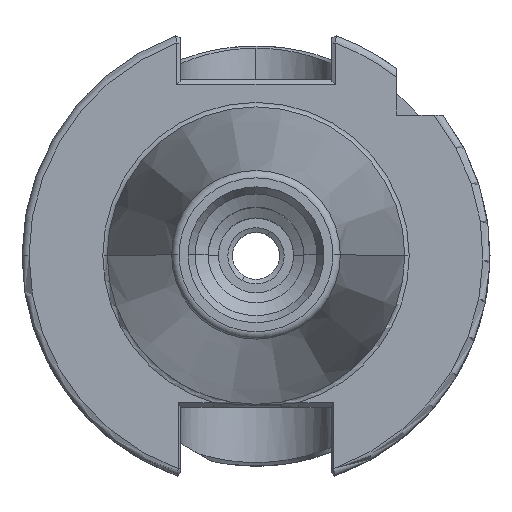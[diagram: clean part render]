
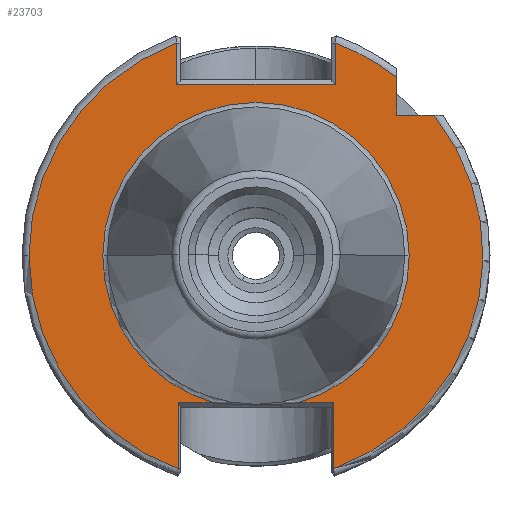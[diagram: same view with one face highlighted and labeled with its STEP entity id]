
A CAD part, top view. The second image highlights one B-rep face of the part: STEP entity #23703.
In plain terms, the highlighted planar face has unit normal (0, 0, 1).
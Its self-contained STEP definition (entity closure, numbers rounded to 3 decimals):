
#169 = EDGE_CURVE ( 'NONE', #12471, #16078, #19652, .T. ) ;
#184 = VERTEX_POINT ( 'NONE', #11266 ) ;
#623 = VECTOR ( 'NONE', #19136, 1000. ) ;
#631 = CARTESIAN_POINT ( 'NONE',  ( 0., 0., -3.2 ) ) ;
#704 = CARTESIAN_POINT ( 'NONE',  ( -8.095, 18.3, -3.2 ) ) ;
#920 = DIRECTION ( 'NONE',  ( -1., 0., 0. ) ) ;
#950 = ORIENTED_EDGE ( 'NONE', *, *, #24369, .T. ) ;
#1152 = CARTESIAN_POINT ( 'NONE',  ( -2.21, -15.7, -3.2 ) ) ;
#1493 = CARTESIAN_POINT ( 'NONE',  ( 15., 15., -3.2 ) ) ;
#1497 = AXIS2_PLACEMENT_3D ( 'NONE', #7671, #21012, #9601 ) ;
#1500 = DIRECTION ( 'NONE',  ( -1., 0., 0. ) ) ;
#2212 = CIRCLE ( 'NONE', #10167, 24.225 ) ;
#2558 = DIRECTION ( 'NONE',  ( -1., 0., 0. ) ) ;
#2570 = EDGE_CURVE ( 'NONE', #16078, #20898, #7966, .T. ) ;
#3047 = LINE ( 'NONE', #18297, #18333 ) ;
#3306 = CARTESIAN_POINT ( 'NONE',  ( 8.288, -15.7, -3.2 ) ) ;
#3761 = CARTESIAN_POINT ( 'NONE',  ( 8.478, 18.3, -3.2 ) ) ;
#3836 = DIRECTION ( 'NONE',  ( 0., -1., 0. ) ) ;
#3920 = CARTESIAN_POINT ( 'NONE',  ( 8.288, 24.975, -3.2 ) ) ;
#3957 = VECTOR ( 'NONE', #3836, 1000. ) ;
#4059 = ORIENTED_EDGE ( 'NONE', *, *, #23325, .T. ) ;
#4253 = ORIENTED_EDGE ( 'NONE', *, *, #169, .T. ) ;
#4466 = VECTOR ( 'NONE', #23065, 1000. ) ;
#4498 = CARTESIAN_POINT ( 'NONE',  ( 8.05, -15.7, -3.2 ) ) ;
#4678 = VECTOR ( 'NONE', #8171, 1000. ) ;
#5427 = VECTOR ( 'NONE', #18375, 1000. ) ;
#5830 = VECTOR ( 'NONE', #23495, 1000. ) ;
#6193 = CARTESIAN_POINT ( 'NONE',  ( 4.564, -15.7, -3.2 ) ) ;
#6490 = DIRECTION ( 'NONE',  ( -1., 0., 0. ) ) ;
#6496 = VERTEX_POINT ( 'NONE', #3761 ) ;
#6619 = ORIENTED_EDGE ( 'NONE', *, *, #8545, .T. ) ;
#6936 = DIRECTION ( 'NONE',  ( 0., 1., 0. ) ) ;
#7284 = EDGE_CURVE ( 'NONE', #11566, #9440, #14159, .T. ) ;
#7324 = AXIS2_PLACEMENT_3D ( 'NONE', #11977, #11828, #12979 ) ;
#7671 = CARTESIAN_POINT ( 'NONE',  ( 0., 24.975, -3.2 ) ) ;
#7761 = EDGE_CURVE ( 'NONE', #23107, #6496, #15927, .T. ) ;
#7956 = VERTEX_POINT ( 'NONE', #23309 ) ;
#7966 = CIRCLE ( 'NONE', #7324, 24.225 ) ;
#8003 = ORIENTED_EDGE ( 'NONE', *, *, #2570, .T. ) ;
#8171 = DIRECTION ( 'NONE',  ( 0., -1., 0. ) ) ;
#8172 = DIRECTION ( 'NONE',  ( 0., 0., -1. ) ) ;
#8312 = AXIS2_PLACEMENT_3D ( 'NONE', #24330, #13001, #1500 ) ;
#8545 = EDGE_CURVE ( 'NONE', #16229, #20291, #9518, .T. ) ;
#8611 = EDGE_CURVE ( 'NONE', #184, #21273, #14918, .T. ) ;
#8795 = DIRECTION ( 'NONE',  ( 0., 0., 1. ) ) ;
#8963 = VERTEX_POINT ( 'NONE', #16717 ) ;
#9294 = CIRCLE ( 'NONE', #12620, 16.35 ) ;
#9400 = ORIENTED_EDGE ( 'NONE', *, *, #17606, .T. ) ;
#9440 = VERTEX_POINT ( 'NONE', #10095 ) ;
#9518 = CIRCLE ( 'NONE', #8312, 16.35 ) ;
#9599 = LINE ( 'NONE', #9766, #4466 ) ;
#9601 = DIRECTION ( 'NONE',  ( -1., 0., 0. ) ) ;
#9766 = CARTESIAN_POINT ( 'NONE',  ( 15., 15., -3.2 ) ) ;
#10038 = VERTEX_POINT ( 'NONE', #6193 ) ;
#10095 = CARTESIAN_POINT ( 'NONE',  ( 8.288, -22.763, -3.2 ) ) ;
#10167 = AXIS2_PLACEMENT_3D ( 'NONE', #631, #14059, #2558 ) ;
#10821 = DIRECTION ( 'NONE',  ( 0., 0., 1. ) ) ;
#10939 = LINE ( 'NONE', #4498, #5830 ) ;
#10980 = CARTESIAN_POINT ( 'NONE',  ( -8.478, 22.832, -3.2 ) ) ;
#11119 = CARTESIAN_POINT ( 'NONE',  ( -8.288, -15.7, -3.2 ) ) ;
#11224 = EDGE_CURVE ( 'NONE', #20898, #7956, #2212, .T. ) ;
#11266 = CARTESIAN_POINT ( 'NONE',  ( 15., 19.022, -3.2 ) ) ;
#11330 = CARTESIAN_POINT ( 'NONE',  ( -16.35, 0., -3.2 ) ) ;
#11566 = VERTEX_POINT ( 'NONE', #3306 ) ;
#11828 = DIRECTION ( 'NONE',  ( 0., 0., 1. ) ) ;
#11977 = CARTESIAN_POINT ( 'NONE',  ( 0., 0., -3.2 ) ) ;
#12406 = DIRECTION ( 'NONE',  ( 0., 0., -1. ) ) ;
#12471 = VERTEX_POINT ( 'NONE', #20613 ) ;
#12620 = AXIS2_PLACEMENT_3D ( 'NONE', #19613, #8172, #21520 ) ;
#12979 = DIRECTION ( 'NONE',  ( -1., 0., 0. ) ) ;
#13001 = DIRECTION ( 'NONE',  ( 0., 0., -1. ) ) ;
#13311 = ORIENTED_EDGE ( 'NONE', *, *, #22197, .T. ) ;
#13347 = CARTESIAN_POINT ( 'NONE',  ( -24.225, 0., -3.2 ) ) ;
#13447 = LINE ( 'NONE', #704, #22911 ) ;
#13999 = VECTOR ( 'NONE', #6936, 1000. ) ;
#14059 = DIRECTION ( 'NONE',  ( 0., 0., 1. ) ) ;
#14104 = EDGE_CURVE ( 'NONE', #6496, #12471, #13447, .T. ) ;
#14159 = LINE ( 'NONE', #3920, #3957 ) ;
#14918 = LINE ( 'NONE', #19694, #4678 ) ;
#15049 = ORIENTED_EDGE ( 'NONE', *, *, #7284, .T. ) ;
#15087 = ORIENTED_EDGE ( 'NONE', *, *, #8611, .F. ) ;
#15095 = EDGE_CURVE ( 'NONE', #20291, #10038, #24716, .T. ) ;
#15626 = LINE ( 'NONE', #1152, #5427 ) ;
#15664 = ORIENTED_EDGE ( 'NONE', *, *, #14104, .T. ) ;
#15927 = LINE ( 'NONE', #17228, #623 ) ;
#16078 = VERTEX_POINT ( 'NONE', #18413 ) ;
#16229 = VERTEX_POINT ( 'NONE', #11330 ) ;
#16717 = CARTESIAN_POINT ( 'NONE',  ( -4.564, -15.7, -3.2 ) ) ;
#16846 = VERTEX_POINT ( 'NONE', #11119 ) ;
#16948 = VERTEX_POINT ( 'NONE', #20849 ) ;
#17179 = AXIS2_PLACEMENT_3D ( 'NONE', #20226, #8795, #22128 ) ;
#17228 = CARTESIAN_POINT ( 'NONE',  ( 8.478, 18.8, -3.2 ) ) ;
#17283 = CARTESIAN_POINT ( 'NONE',  ( 16.35, 0., -3.2 ) ) ;
#17576 = AXIS2_PLACEMENT_3D ( 'NONE', #23747, #12406, #920 ) ;
#17606 = EDGE_CURVE ( 'NONE', #7956, #16846, #3047, .T. ) ;
#18067 = ORIENTED_EDGE ( 'NONE', *, *, #22525, .F. ) ;
#18297 = CARTESIAN_POINT ( 'NONE',  ( -8.288, 24.975, -3.2 ) ) ;
#18333 = VECTOR ( 'NONE', #24075, 1000. ) ;
#18375 = DIRECTION ( 'NONE',  ( 1., 0., 0. ) ) ;
#18413 = CARTESIAN_POINT ( 'NONE',  ( -8.478, 22.693, -3.2 ) ) ;
#19136 = DIRECTION ( 'NONE',  ( 0., -1., 0. ) ) ;
#19235 = ORIENTED_EDGE ( 'NONE', *, *, #20522, .T. ) ;
#19613 = CARTESIAN_POINT ( 'NONE',  ( 0., 0., -3.2 ) ) ;
#19616 = CIRCLE ( 'NONE', #22276, 24.225 ) ;
#19652 = LINE ( 'NONE', #10980, #13999 ) ;
#19694 = CARTESIAN_POINT ( 'NONE',  ( 15., 25.813, -3.2 ) ) ;
#20226 = CARTESIAN_POINT ( 'NONE',  ( 0., 0., -3.2 ) ) ;
#20291 = VERTEX_POINT ( 'NONE', #17283 ) ;
#20522 = EDGE_CURVE ( 'NONE', #184, #23107, #22094, .T. ) ;
#20613 = CARTESIAN_POINT ( 'NONE',  ( -8.478, 18.3, -3.2 ) ) ;
#20849 = CARTESIAN_POINT ( 'NONE',  ( 19.022, 15., -3.2 ) ) ;
#20861 = FACE_OUTER_BOUND ( 'NONE', #23114, .T. ) ;
#20898 = VERTEX_POINT ( 'NONE', #13347 ) ;
#20926 = PLANE ( 'NONE',  #1497 ) ;
#21012 = DIRECTION ( 'NONE',  ( 0., 0., -1. ) ) ;
#21206 = ORIENTED_EDGE ( 'NONE', *, *, #11224, .T. ) ;
#21260 = ORIENTED_EDGE ( 'NONE', *, *, #15095, .T. ) ;
#21273 = VERTEX_POINT ( 'NONE', #1493 ) ;
#21520 = DIRECTION ( 'NONE',  ( -1., 0., 0. ) ) ;
#22094 = CIRCLE ( 'NONE', #17179, 24.225 ) ;
#22128 = DIRECTION ( 'NONE',  ( -1., 0., 0. ) ) ;
#22197 = EDGE_CURVE ( 'NONE', #16846, #8963, #15626, .T. ) ;
#22204 = CARTESIAN_POINT ( 'NONE',  ( 0., 0., -3.2 ) ) ;
#22276 = AXIS2_PLACEMENT_3D ( 'NONE', #22204, #10821, #24098 ) ;
#22418 = CARTESIAN_POINT ( 'NONE',  ( 8.478, 22.693, -3.2 ) ) ;
#22467 = ORIENTED_EDGE ( 'NONE', *, *, #7761, .T. ) ;
#22525 = EDGE_CURVE ( 'NONE', #21273, #16948, #9599, .T. ) ;
#22911 = VECTOR ( 'NONE', #6490, 1000. ) ;
#23065 = DIRECTION ( 'NONE',  ( 1., 0., 0. ) ) ;
#23107 = VERTEX_POINT ( 'NONE', #22418 ) ;
#23114 = EDGE_LOOP ( 'NONE', ( #4059, #6619, #21260, #950, #15049, #24491, #18067, #15087, #19235, #22467, #15664, #4253, #8003, #21206, #9400, #13311 ) ) ;
#23309 = CARTESIAN_POINT ( 'NONE',  ( -8.288, -22.763, -3.2 ) ) ;
#23325 = EDGE_CURVE ( 'NONE', #8963, #16229, #9294, .T. ) ;
#23495 = DIRECTION ( 'NONE',  ( 1., 0., 0. ) ) ;
#23703 = ADVANCED_FACE ( 'NONE', ( #20861 ), #20926, .F. ) ;
#23747 = CARTESIAN_POINT ( 'NONE',  ( 0., 0., -3.2 ) ) ;
#24065 = EDGE_CURVE ( 'NONE', #9440, #16948, #19616, .T. ) ;
#24075 = DIRECTION ( 'NONE',  ( 0., 1., 0. ) ) ;
#24098 = DIRECTION ( 'NONE',  ( -1., 0., 0. ) ) ;
#24330 = CARTESIAN_POINT ( 'NONE',  ( 0., 0., -3.2 ) ) ;
#24369 = EDGE_CURVE ( 'NONE', #10038, #11566, #10939, .T. ) ;
#24491 = ORIENTED_EDGE ( 'NONE', *, *, #24065, .T. ) ;
#24716 = CIRCLE ( 'NONE', #17576, 16.35 ) ;
